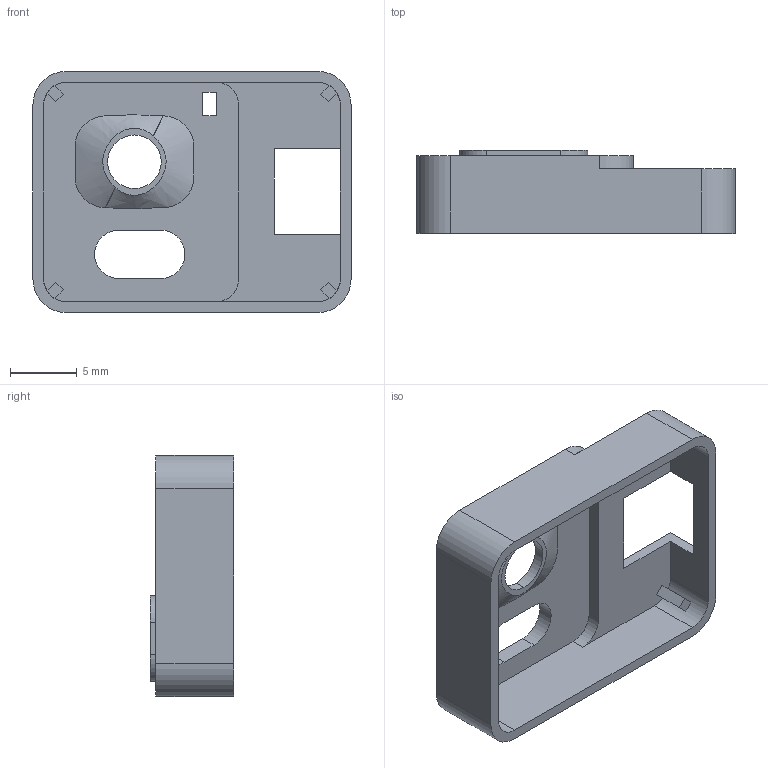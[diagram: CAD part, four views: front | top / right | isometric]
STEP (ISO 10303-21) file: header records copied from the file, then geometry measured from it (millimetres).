
FILE_DESCRIPTION (( 'STEP AP203' ), '1' );
FILE_NAME ('MTF-02P-V1.2 case.STEP', '2024-10-15T03:32:54', ( '' ), ( '' ), 'SwSTEP 2.0', 'SolidWorks 2023', '' );
FILE_SCHEMA (( 'CONFIG_CONTROL_DESIGN' ));
Length unit declared in the file: millimetre
Products named in the file (1): MTF-02P-V1.2 case
Bounding box: 23.75 x 6.2 x 18 mm (x, y, z)
Volume: 589 mm3; surface area: 1569.2 mm2
Topology: 1 solids, 1 shells, 75 faces, 218 edges, 148 vertices
Faces by surface type: plane 49, cylinder 22, bspline 4
Entity records: 5363 total; most frequent: CARTESIAN_POINT 3246, ORIENTED_EDGE 436, DIRECTION 412, EDGE_CURVE 218, LINE 152, VECTOR 152, VERTEX_POINT 148, AXIS2_PLACEMENT_3D 130
